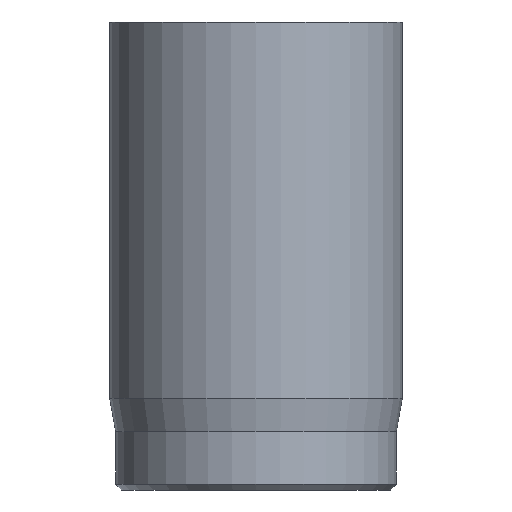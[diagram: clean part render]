
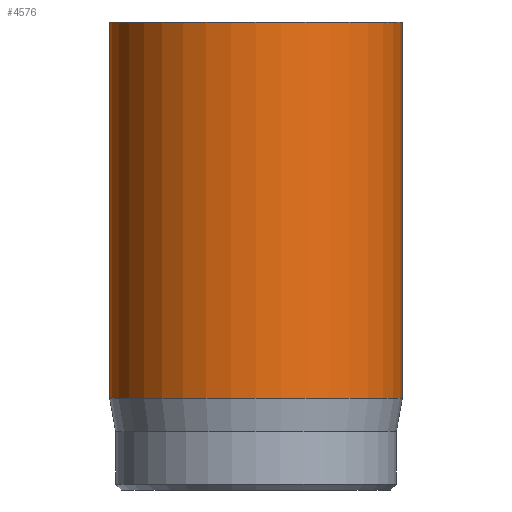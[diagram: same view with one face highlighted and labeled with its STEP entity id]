
A CAD part, front view. The second image highlights one B-rep face of the part: STEP entity #4576.
In plain terms, the highlighted cylindrical face has radius 2.5 mm (diameter 5 mm), a full revolution.
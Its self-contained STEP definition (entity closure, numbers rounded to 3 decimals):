
#31=CYLINDRICAL_SURFACE('',#4752,2.5);
#44=CIRCLE('',#4730,2.5);
#55=CIRCLE('',#4750,2.5);
#56=CIRCLE('',#4751,2.5);
#409=FACE_OUTER_BOUND('',#683,.T.);
#683=EDGE_LOOP('',(#4083,#4084,#4085,#4086,#4087));
#1014=LINE('',#8723,#1351);
#1351=VECTOR('',#5283,2.5);
#2102=VERTEX_POINT('',#8681);
#2113=VERTEX_POINT('',#8717);
#2114=VERTEX_POINT('',#8718);
#2759=EDGE_CURVE('',#2102,#2102,#44,.T.);
#2775=EDGE_CURVE('',#2113,#2114,#55,.T.);
#2776=EDGE_CURVE('',#2114,#2113,#56,.T.);
#2778=EDGE_CURVE('',#2102,#2113,#1014,.T.);
#4083=ORIENTED_EDGE('',*,*,#2759,.T.);
#4084=ORIENTED_EDGE('',*,*,#2778,.T.);
#4085=ORIENTED_EDGE('',*,*,#2775,.T.);
#4086=ORIENTED_EDGE('',*,*,#2776,.T.);
#4087=ORIENTED_EDGE('',*,*,#2778,.F.);
#4576=ADVANCED_FACE('',(#409),#31,.T.);
#4730=AXIS2_PLACEMENT_3D('',#8682,#5231,#5232);
#4750=AXIS2_PLACEMENT_3D('',#8719,#5276,#5277);
#4751=AXIS2_PLACEMENT_3D('',#8720,#5278,#5279);
#4752=AXIS2_PLACEMENT_3D('',#8722,#5281,#5282);
#5231=DIRECTION('center_axis',(0.,0.,-1.));
#5232=DIRECTION('ref_axis',(-1.,0.,0.));
#5276=DIRECTION('center_axis',(0.,0.,1.));
#5277=DIRECTION('ref_axis',(-1.,0.,0.));
#5278=DIRECTION('center_axis',(0.,0.,1.));
#5279=DIRECTION('ref_axis',(-1.,0.,0.));
#5281=DIRECTION('center_axis',(0.,0.,1.));
#5282=DIRECTION('ref_axis',(-1.,0.,0.));
#5283=DIRECTION('',(0.,0.,-1.));
#8681=CARTESIAN_POINT('',(2.5,0.,8.));
#8682=CARTESIAN_POINT('Origin',(0.,0.,8.));
#8717=CARTESIAN_POINT('',(2.5,0.,1.567));
#8718=CARTESIAN_POINT('',(-2.5,0.,1.567));
#8719=CARTESIAN_POINT('Origin',(0.,0.,1.567));
#8720=CARTESIAN_POINT('Origin',(0.,0.,1.567));
#8722=CARTESIAN_POINT('Origin',(0.,0.,0.));
#8723=CARTESIAN_POINT('',(2.5,0.,0.));
